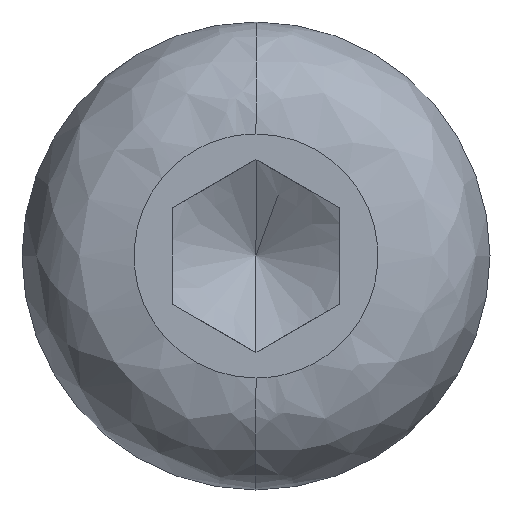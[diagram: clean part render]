
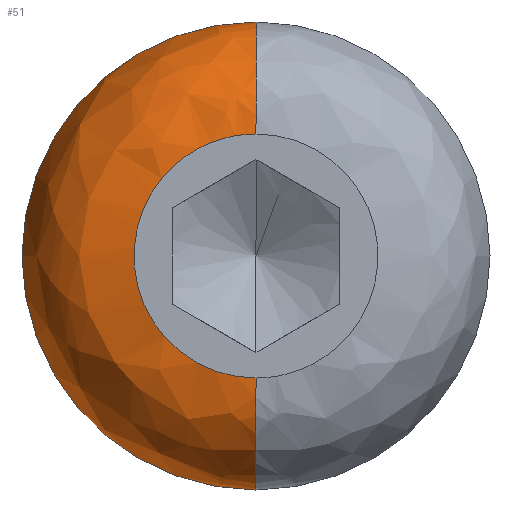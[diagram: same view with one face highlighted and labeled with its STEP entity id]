
A CAD part, left-side view. The second image highlights one B-rep face of the part: STEP entity #51.
In plain terms, the highlighted free-form (B-spline) face has degree [3, 3] with [4, 4] control points.
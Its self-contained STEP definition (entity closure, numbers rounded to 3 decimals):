
#7 = ORIENTED_EDGE ( 'NONE', *, *, #67, .T. ) ;
#42 = CARTESIAN_POINT ( 'NONE',  ( -3.012, 14., -7. ) ) ;
#44 = CARTESIAN_POINT ( 'NONE',  ( -4.4, 7.3, -3.65 ) ) ;
#50 = CARTESIAN_POINT ( 'NONE',  ( -1.05, 14., 7. ) ) ;
#51 = ADVANCED_FACE ( 'NONE', ( #487 ), #172, .T. ) ;
#52 = CARTESIAN_POINT ( 'NONE',  ( -1.05, 0., -7. ) ) ;
#67 = EDGE_CURVE ( 'NONE', #594, #396, #389, .T. ) ;
#82 = CARTESIAN_POINT ( 'NONE',  ( -1.05, 0., 0. ) ) ;
#94 = CARTESIAN_POINT ( 'NONE',  ( -3.012, 14., 7. ) ) ;
#120 = CIRCLE ( 'NONE', #572, 7. ) ;
#138 = EDGE_LOOP ( 'NONE', ( #7, #432, #403, #502 ) ) ;
#141 = CARTESIAN_POINT ( 'NONE',  ( -4.4, 11.225, -5.612 ) ) ;
#143 = AXIS2_PLACEMENT_3D ( 'NONE', #481, #247, #527 ) ;
#172 =( BOUNDED_SURFACE ( )  B_SPLINE_SURFACE ( 3, 3, ( 
 ( #592, #283, #556, #288 ),
 ( #521, #331, #141, #380 ),
 ( #465, #94, #42, #185 ),
 ( #376, #50, #284, #599 ) ),
 .UNSPECIFIED., .F., .F., .T. ) 
 B_SPLINE_SURFACE_WITH_KNOTS ( ( 4, 4 ),
 ( 4, 4 ),
 ( 0., 1. ),
 ( 0., 1. ),
 .UNSPECIFIED. ) 
 GEOMETRIC_REPRESENTATION_ITEM ( )  RATIONAL_B_SPLINE_SURFACE ( (
 ( 1., 0.333, 0.333, 1.),
 ( 0.805, 0.268, 0.268, 0.805),
 ( 0.805, 0.268, 0.268, 0.805),
 ( 1., 0.333, 0.333, 1.) ) ) 
 REPRESENTATION_ITEM ( '' )  SURFACE ( )  );
#176 = EDGE_CURVE ( 'NONE', #396, #261, #493, .T. ) ;
#182 = CARTESIAN_POINT ( 'NONE',  ( -4.4, 0., 3.65 ) ) ;
#185 = CARTESIAN_POINT ( 'NONE',  ( -3.012, 0., -7. ) ) ;
#208 = AXIS2_PLACEMENT_3D ( 'NONE', #231, #280, #591 ) ;
#231 = CARTESIAN_POINT ( 'NONE',  ( -1.05, 0., -3.65 ) ) ;
#247 = DIRECTION ( 'NONE',  ( 0., 1., 0. ) ) ;
#261 = VERTEX_POINT ( 'NONE', #392 ) ;
#274 = DIRECTION ( 'NONE',  ( 0., 0., -1. ) ) ;
#280 = DIRECTION ( 'NONE',  ( 0., -1., 0. ) ) ;
#283 = CARTESIAN_POINT ( 'NONE',  ( -4.4, 7.3, 3.65 ) ) ;
#284 = CARTESIAN_POINT ( 'NONE',  ( -1.05, 14., -7. ) ) ;
#288 = CARTESIAN_POINT ( 'NONE',  ( -4.4, 0., -3.65 ) ) ;
#331 = CARTESIAN_POINT ( 'NONE',  ( -4.4, 11.225, 5.612 ) ) ;
#365 = DIRECTION ( 'NONE',  ( 1., 0., 0. ) ) ;
#376 = CARTESIAN_POINT ( 'NONE',  ( -1.05, 0., 7. ) ) ;
#380 = CARTESIAN_POINT ( 'NONE',  ( -4.4, 0., -5.612 ) ) ;
#389 =( BOUNDED_CURVE ( )  B_SPLINE_CURVE ( 3, ( #477, #44, #422, #182 ),
 .UNSPECIFIED., .F., .T. ) 
 B_SPLINE_CURVE_WITH_KNOTS ( ( 4, 4 ),
 ( 0.5, 1. ),
 .UNSPECIFIED. ) 
 CURVE ( )  GEOMETRIC_REPRESENTATION_ITEM ( )  RATIONAL_B_SPLINE_CURVE ( ( 1., 0.333, 0.333, 1. ) ) 
 REPRESENTATION_ITEM ( '' )  );
#392 = CARTESIAN_POINT ( 'NONE',  ( -1.05, 0., 7. ) ) ;
#396 = VERTEX_POINT ( 'NONE', #450 ) ;
#403 = ORIENTED_EDGE ( 'NONE', *, *, #554, .F. ) ;
#422 = CARTESIAN_POINT ( 'NONE',  ( -4.4, 7.3, 3.65 ) ) ;
#432 = ORIENTED_EDGE ( 'NONE', *, *, #176, .T. ) ;
#450 = CARTESIAN_POINT ( 'NONE',  ( -4.4, 0., 3.65 ) ) ;
#465 = CARTESIAN_POINT ( 'NONE',  ( -3.012, 0., 7. ) ) ;
#477 = CARTESIAN_POINT ( 'NONE',  ( -4.4, 0., -3.65 ) ) ;
#481 = CARTESIAN_POINT ( 'NONE',  ( -1.05, 0., 3.65 ) ) ;
#487 = FACE_OUTER_BOUND ( 'NONE', #138, .T. ) ;
#493 = CIRCLE ( 'NONE', #143, 3.35 ) ;
#502 = ORIENTED_EDGE ( 'NONE', *, *, #567, .F. ) ;
#521 = CARTESIAN_POINT ( 'NONE',  ( -4.4, 0., 5.612 ) ) ;
#527 = DIRECTION ( 'NONE',  ( 0., 0., 1. ) ) ;
#549 = CIRCLE ( 'NONE', #208, 3.35 ) ;
#554 = EDGE_CURVE ( 'NONE', #593, #261, #120, .T. ) ;
#556 = CARTESIAN_POINT ( 'NONE',  ( -4.4, 7.3, -3.65 ) ) ;
#567 = EDGE_CURVE ( 'NONE', #594, #593, #549, .T. ) ;
#572 = AXIS2_PLACEMENT_3D ( 'NONE', #82, #365, #274 ) ;
#591 = DIRECTION ( 'NONE',  ( 0., 0., -1. ) ) ;
#592 = CARTESIAN_POINT ( 'NONE',  ( -4.4, 0., 3.65 ) ) ;
#593 = VERTEX_POINT ( 'NONE', #52 ) ;
#594 = VERTEX_POINT ( 'NONE', #601 ) ;
#599 = CARTESIAN_POINT ( 'NONE',  ( -1.05, 0., -7. ) ) ;
#601 = CARTESIAN_POINT ( 'NONE',  ( -4.4, 0., -3.65 ) ) ;
